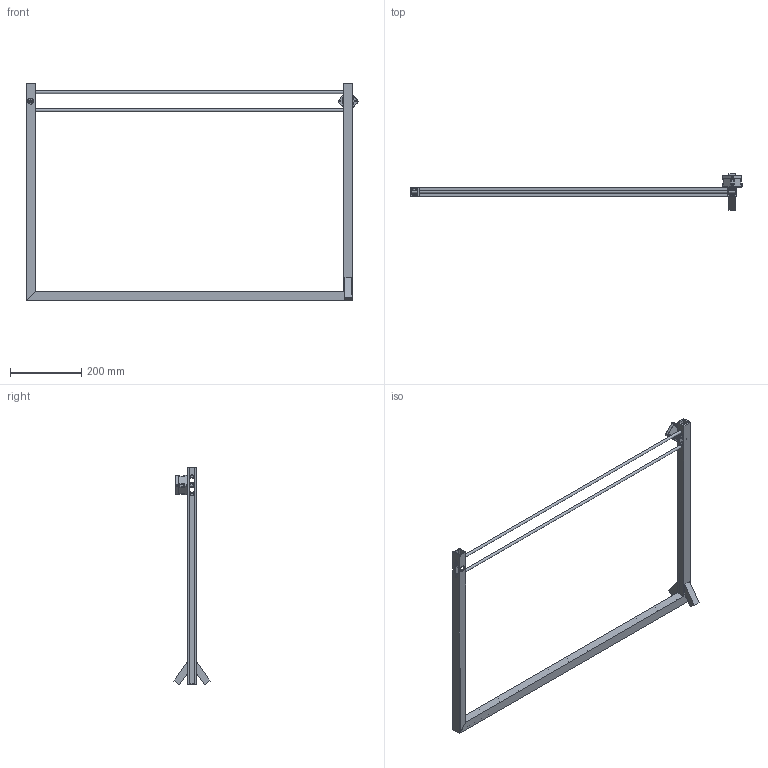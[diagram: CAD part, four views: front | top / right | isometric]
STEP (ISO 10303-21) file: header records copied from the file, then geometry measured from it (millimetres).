
FILE_DESCRIPTION(('FreeCAD Model'),'2;1');
FILE_NAME('Open CASCADE Shape Model','2023-02-16T01:47:58',(''),(''), 'Open CASCADE STEP processor 7.6','FreeCAD','Unknown');
FILE_SCHEMA(('AUTOMOTIVE_DESIGN { 1 0 10303 214 1 1 1 1 }'));
Length unit declared in the file: millimetre
Products named in the file (8): Frame Assembly; Lower Extrusion; Motor Extrusion; Endplate Extrusion; NEMA17; TimingPulley; Rail; Eccentric
Assembly tree (8 placements, depth 2):
  Frame Assembly
    Lower Extrusion
    Motor Extrusion
    Endplate Extrusion
    NEMA17
    TimingPulley
    Rail  x2
    Eccentric
Bounding box: 928.92 x 101.07 x 609.6 mm (x, y, z)
Volume: 770830.8 mm3; surface area: 428245.7 mm2
Topology: 8 solids, 8 shells, 315 faces, 901 edges, 585 vertices
Faces by surface type: plane 134, cylinder 122, torus 35, sphere 15, cone 9
Full cylindrical faces by diameter (mm): 2.5 x4, 3.2 x2, 5 x3, 5.08 x1, 5.842 x1, 7 x1, 8 x10, 9 x1, 10.795 x2, 12.7 x1, 15.24 x1, 16 x2, 16.51 x1, 17.78 x1, 22 x1, 31 x1, 33 x1
Entity records: 12107 total; most frequent: CARTESIAN_POINT 3630, DIRECTION 1767, ORIENTED_EDGE 1736, EDGE_CURVE 868, AXIS2_PLACEMENT_3D 690, VERTEX_POINT 583, LINE 387, VECTOR 387
